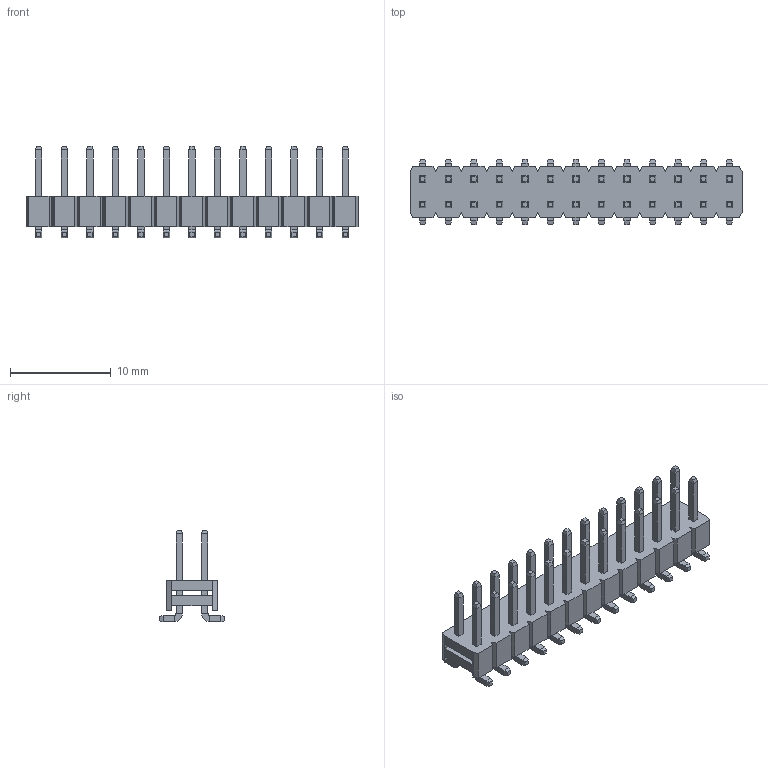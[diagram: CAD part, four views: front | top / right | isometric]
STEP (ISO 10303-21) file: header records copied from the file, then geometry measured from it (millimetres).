
FILE_DESCRIPTION (( 'STEP AP214' ), '1' );
FILE_NAME ('FPH25473-D26S1014150501M-REF.STEP', '2025-03-13T07:23:32', ( '' ), ( '' ), 'SwSTEP 2.0', 'SolidWorks 2021', '' );
FILE_SCHEMA (( 'AUTOMOTIVE_DESIGN' ));
Length unit declared in the file: millimetre
Products named in the file (1): FPH25473-D26S1014150501M-REF
Bounding box: 33.02 x 6.5 x 9.12 mm (x, y, z)
Volume: 450.4 mm3; surface area: 1453.3 mm2
Topology: 1 solids, 1 shells, 870 faces, 2032 edges, 1216 vertices
Faces by surface type: plane 818, cylinder 52
Entity records: 23974 total; most frequent: CARTESIAN_POINT 4119, ORIENTED_EDGE 4064, DIRECTION 3878, EDGE_CURVE 2032, VECTOR 1928, LINE 1928, VERTEX_POINT 1216, EDGE_LOOP 976
